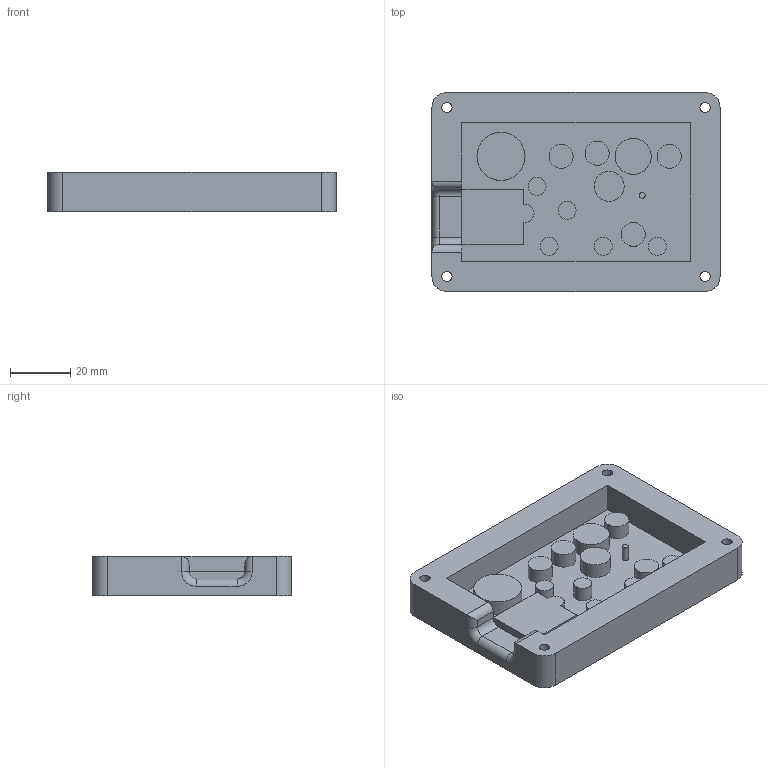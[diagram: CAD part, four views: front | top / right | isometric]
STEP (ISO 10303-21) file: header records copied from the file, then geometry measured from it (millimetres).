
FILE_DESCRIPTION(/* description */ (''),/* implementation_level */ '2;1');
FILE_NAME(/* name */ 'MACROBOTTOM v4.step',/* time_stamp */ '2025-05-25T17:24:07-07:00',/* author */ (''),/* organization */ (''),/* preprocessor_version */ 'ST-DEVELOPER v20.1',/* originating_system */ 'Autodesk Translation Framework v14.10.0.0',/* authorisation */ '');
FILE_SCHEMA (('AUTOMOTIVE_DESIGN { 1 0 10303 214 3 1 1 }'));
Length unit declared in the file: millimetre
Products named in the file (1): MACROBOTTOM
Bounding box: 95.92 x 66.24 x 13 mm (x, y, z)
Volume: 50919.1 mm3; surface area: 23979.9 mm2
Topology: 15 solids, 15 shells, 604 faces, 1599 edges, 1064 vertices
Faces by surface type: bspline 352, plane 217, cylinder 33, torus 2
Full cylindrical faces by diameter (mm): 2 x1, 3.4 x4, 6 x9, 8 x4, 10 x1, 12 x1, 16 x1
Entity records: 21905 total; most frequent: CARTESIAN_POINT 9252, ORIENTED_EDGE 3198, EDGE_CURVE 1599, DIRECTION 1467, VERTEX_POINT 1064, LINE 829, VECTOR 829, B_SPLINE_CURVE_WITH_KNOTS 704
